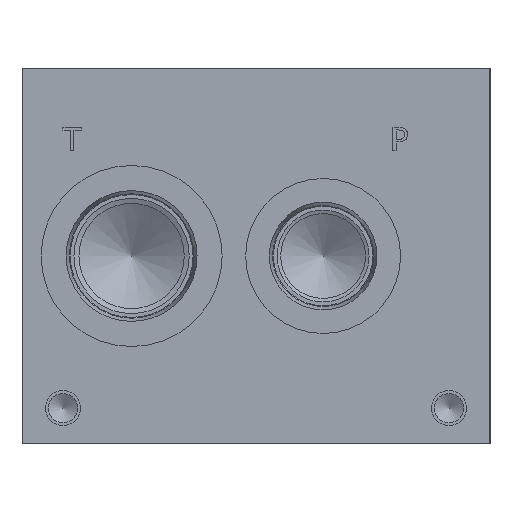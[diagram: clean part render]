
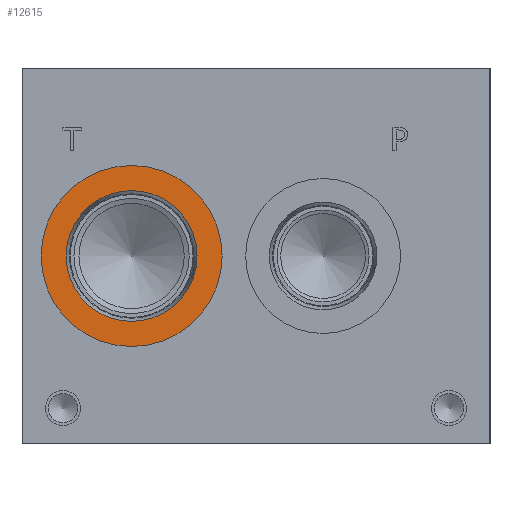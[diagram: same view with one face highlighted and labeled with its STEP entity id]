
A CAD part, left-side view. The second image highlights one B-rep face of the part: STEP entity #12615.
In plain terms, the highlighted planar face has unit normal (-1, 0, 0).
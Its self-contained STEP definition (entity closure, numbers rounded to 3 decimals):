
#250=CIRCLE('',#13235,24.562);
#251=CIRCLE('',#13236,24.562);
#252=CIRCLE('',#13238,17.755);
#253=CIRCLE('',#13239,17.755);
#484=FACE_BOUND('',#2168,.T.);
#864=PLANE('',#13237);
#1441=FACE_OUTER_BOUND('',#2167,.T.);
#2167=EDGE_LOOP('',(#10896,#10897));
#2168=EDGE_LOOP('',(#10898,#10899));
#5971=VERTEX_POINT('',#21361);
#5972=VERTEX_POINT('',#21363);
#5973=VERTEX_POINT('',#21367);
#5974=VERTEX_POINT('',#21368);
#7666=EDGE_CURVE('',#5971,#5972,#250,.T.);
#7667=EDGE_CURVE('',#5972,#5971,#251,.T.);
#7668=EDGE_CURVE('',#5973,#5974,#252,.T.);
#7669=EDGE_CURVE('',#5974,#5973,#253,.T.);
#10896=ORIENTED_EDGE('',*,*,#7667,.F.);
#10897=ORIENTED_EDGE('',*,*,#7666,.F.);
#10898=ORIENTED_EDGE('',*,*,#7668,.T.);
#10899=ORIENTED_EDGE('',*,*,#7669,.T.);
#12615=ADVANCED_FACE('',(#1441,#484),#864,.F.);
#13235=AXIS2_PLACEMENT_3D('',#21364,#15595,#15596);
#13236=AXIS2_PLACEMENT_3D('',#21365,#15597,#15598);
#13237=AXIS2_PLACEMENT_3D('',#21366,#15599,#15600);
#13238=AXIS2_PLACEMENT_3D('',#21369,#15601,#15602);
#13239=AXIS2_PLACEMENT_3D('',#21370,#15603,#15604);
#15595=DIRECTION('center_axis',(1.,0.,0.));
#15596=DIRECTION('ref_axis',(0.,0.,-1.));
#15597=DIRECTION('center_axis',(1.,0.,0.));
#15598=DIRECTION('ref_axis',(0.,0.,-1.));
#15599=DIRECTION('center_axis',(1.,0.,0.));
#15600=DIRECTION('ref_axis',(0.,0.,-1.));
#15601=DIRECTION('center_axis',(1.,0.,0.));
#15602=DIRECTION('ref_axis',(0.,0.,-1.));
#15603=DIRECTION('center_axis',(1.,0.,0.));
#15604=DIRECTION('ref_axis',(0.,0.,-1.));
#21361=CARTESIAN_POINT('',(0.787,97.257,26.238));
#21363=CARTESIAN_POINT('',(0.787,97.257,75.362));
#21364=CARTESIAN_POINT('Origin',(0.787,97.257,50.8));
#21365=CARTESIAN_POINT('Origin',(0.787,97.257,50.8));
#21366=CARTESIAN_POINT('Origin',(0.787,97.257,68.555));
#21367=CARTESIAN_POINT('',(0.787,97.257,68.555));
#21368=CARTESIAN_POINT('',(0.787,97.257,33.045));
#21369=CARTESIAN_POINT('Origin',(0.787,97.257,50.8));
#21370=CARTESIAN_POINT('Origin',(0.787,97.257,50.8));
